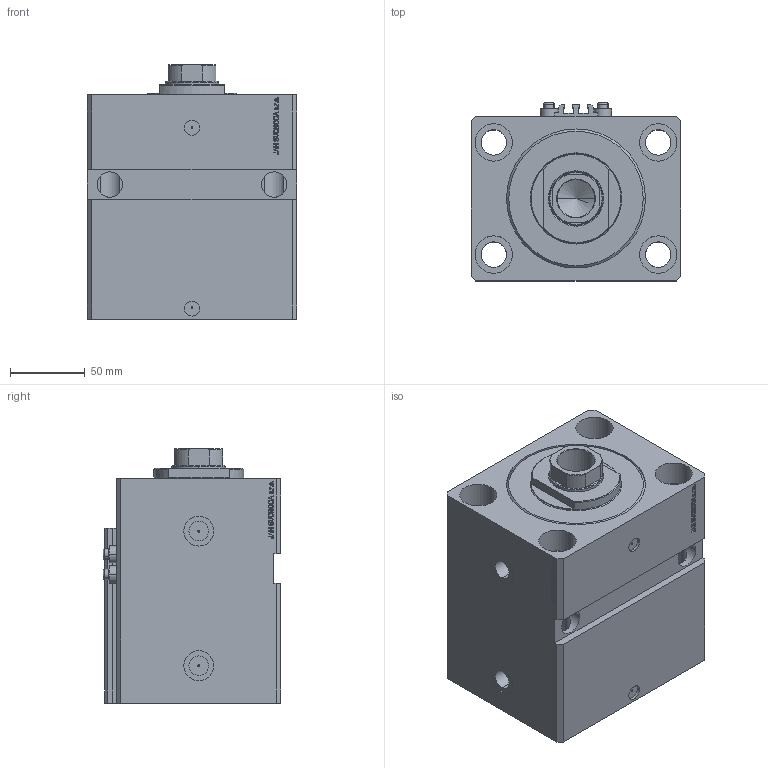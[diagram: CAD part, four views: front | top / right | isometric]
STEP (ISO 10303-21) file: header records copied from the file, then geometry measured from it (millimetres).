
FILE_DESCRIPTION (( 'STEP AP203' ), '1' );
FILE_NAME ('fc2b.STEP', '2022-04-09T13:22:51', ( '' ), ( '' ), 'SwSTEP 2.0', 'SolidWorks 2019', '' );
FILE_SCHEMA (( 'CONFIG_CONTROL_DESIGN' ));
Length unit declared in the file: millimetre
Products named in the file (5): V250CE_C_VCP 072281843292ec195b7add4926374d93; fc2b; ALLEN BOLT V250CE 072281843292ec195b7add4926374d93; V250CE_E_Body 072281843292ec195b7add4926374d93; V250CE_VC_E 072281843292ec195b7add4926374d93
Assembly tree (7 placements, depth 2):
  fc2b
    V250CE_E_Body 072281843292ec195b7add4926374d93
    ALLEN BOLT V250CE 072281843292ec195b7add4926374d93  x4
    V250CE_C_VCP 072281843292ec195b7add4926374d93
    V250CE_VC_E 072281843292ec195b7add4926374d93
Bounding box: 140 x 119 x 170 mm (x, y, z)
Volume: 1908677.2 mm3; surface area: 256398.8 mm2
Topology: 8 solids, 8 shells, 1112 faces, 2786 edges, 1812 vertices
Faces by surface type: plane 548, bspline 368, cylinder 126, cone 56, torus 14
Entity records: 48802 total; most frequent: CARTESIAN_POINT 25607, ORIENTED_EDGE 5262, DIRECTION 3431, EDGE_CURVE 2631, VERTEX_POINT 1728, VECTOR 1615, LINE 1615, EDGE_LOOP 1173
